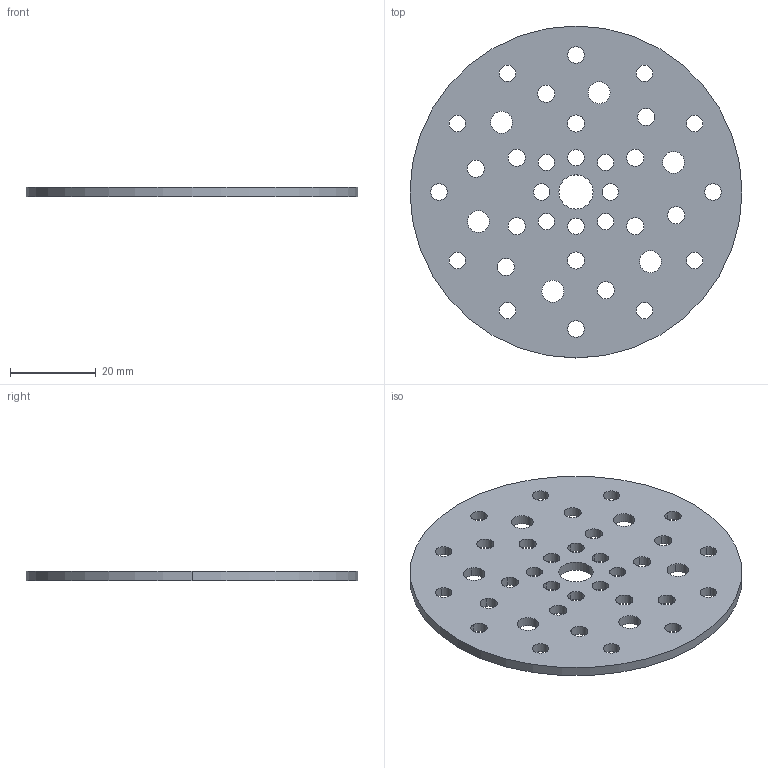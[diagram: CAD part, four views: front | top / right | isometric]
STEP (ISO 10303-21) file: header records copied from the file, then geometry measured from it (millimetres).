
FILE_DESCRIPTION (( 'STEP AP203' ), '1' );
FILE_NAME ('am-4636 Large S3 Pulley Plate .STEP', '2022-05-12T19:45:31', ( '' ), ( '' ), 'SwSTEP 2.0', 'SolidWorks 2021', '' );
FILE_SCHEMA (( 'CONFIG_CONTROL_DESIGN' ));
Length unit declared in the file: millimetre
Products named in the file (1): am-4636 Large S3 Pulley Plate 
Bounding box: 77.54 x 77.54 x 2.29 mm (x, y, z)
Volume: 9533 mm3; surface area: 10066.6 mm2
Topology: 1 solids, 1 shells, 82 faces, 240 edges, 160 vertices
Faces by surface type: cylinder 80, plane 2
Entity records: 3057 total; most frequent: DIRECTION 566, CARTESIAN_POINT 483, ORIENTED_EDGE 480, AXIS2_PLACEMENT_3D 243, EDGE_CURVE 240, VERTEX_POINT 160, EDGE_LOOP 160, CIRCLE 160
